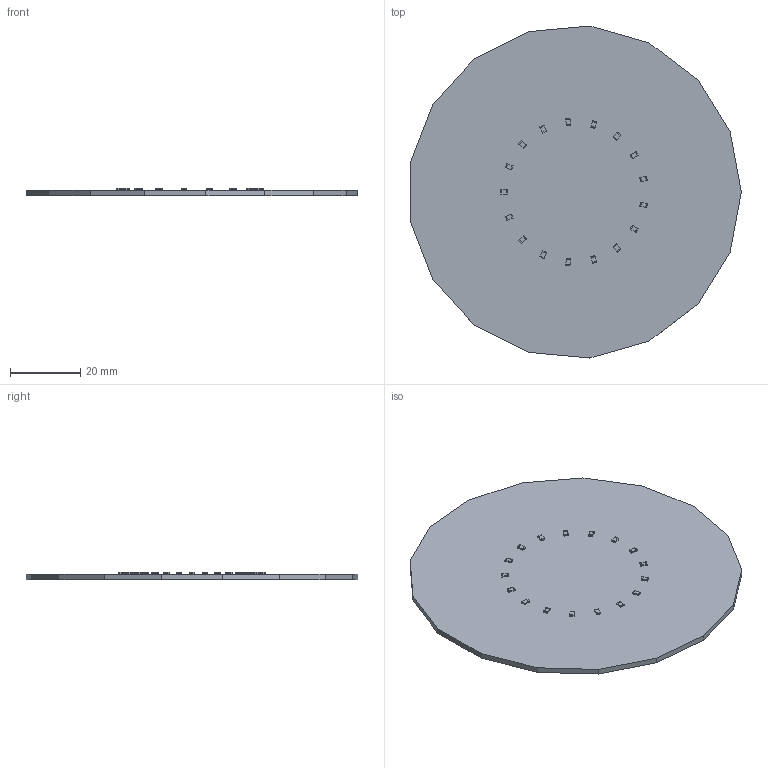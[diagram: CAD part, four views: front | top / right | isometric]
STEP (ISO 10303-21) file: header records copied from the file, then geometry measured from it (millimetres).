
FILE_DESCRIPTION(('KiCad electronic assembly'),'2;1');
FILE_NAME('Divisor_CPGW.step','2020-08-05T20:39:55',('An Author'),( 'A Company'),'Open CASCADE STEP processor 6.9', 'KiCad to STEP converter','Unknown');
FILE_SCHEMA(('AUTOMOTIVE_DESIGN { 1 0 10303 214 1 1 1 1 }'));
Length unit declared in the file: millimetre
Products named in the file (4): Open CASCADE STEP translator 6.9 1; R_0805_2012Metric; SOLID
Assembly tree (19 placements, depth 3):
  Open CASCADE STEP translator 6.9 1
    R_0805_2012Metric  x17
      SOLID
    SOLID
Bounding box: 94.19 x 94.59 x 2.1 mm (x, y, z)
Volume: 11101.7 mm3; surface area: 14461.3 mm2
Topology: 18 solids, 18 shells, 461 faces, 1207 edges, 782 vertices
Faces by surface type: plane 325, cylinder 136
Entity records: 3343 total; most frequent: CARTESIAN_POINT 548, DIRECTION 495, LINE 325, VECTOR 325, ORIENTED_EDGE 238, PCURVE 238, DEFINITIONAL_REPRESENTATION 238, EDGE_CURVE 119
